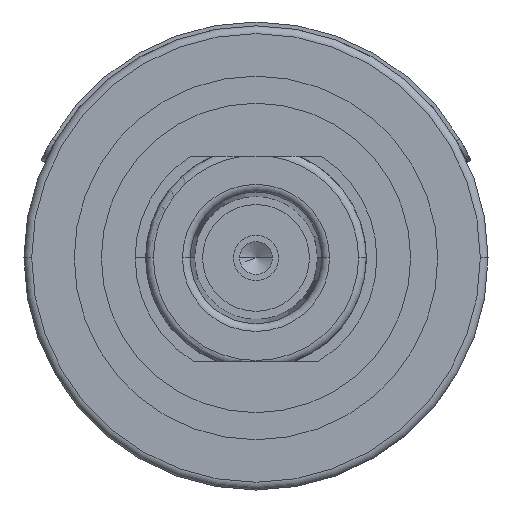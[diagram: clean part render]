
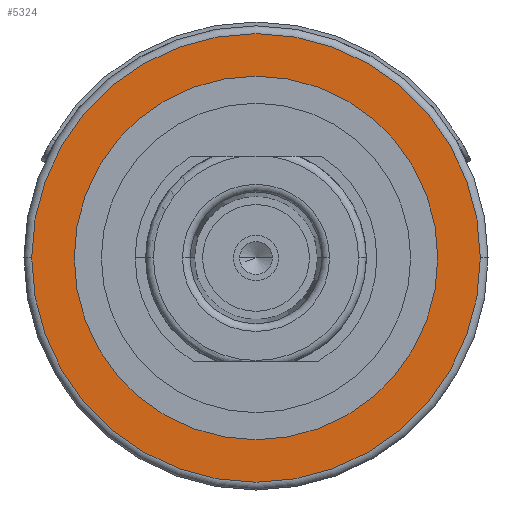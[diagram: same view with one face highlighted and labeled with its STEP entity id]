
A CAD part, left-side view. The second image highlights one B-rep face of the part: STEP entity #5324.
In plain terms, the highlighted planar face has unit normal (-1, 0, 0).
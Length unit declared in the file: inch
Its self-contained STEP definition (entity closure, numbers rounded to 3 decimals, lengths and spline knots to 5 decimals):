
#208 = CIRCLE ( 'NONE', #1267, 0.47 ) ;
#336 = ORIENTED_EDGE ( 'NONE', *, *, #5134, .T. ) ;
#958 = FACE_BOUND ( 'NONE', #2787, .T. ) ;
#1267 = AXIS2_PLACEMENT_3D ( 'NONE', #5723, #6330, #7593 ) ;
#1509 = DIRECTION ( 'NONE',  ( -1., 0., 0. ) ) ;
#1914 = DIRECTION ( 'NONE',  ( 0., -1., 0. ) ) ;
#2112 = CIRCLE ( 'NONE', #3954, 0.47 ) ;
#2409 = ORIENTED_EDGE ( 'NONE', *, *, #7193, .T. ) ;
#2458 = DIRECTION ( 'NONE',  ( 0., -1., 0. ) ) ;
#2787 = EDGE_LOOP ( 'NONE', ( #336, #6305 ) ) ;
#3028 = AXIS2_PLACEMENT_3D ( 'NONE', #5862, #1509, #3407 ) ;
#3182 = VERTEX_POINT ( 'NONE', #6601 ) ;
#3194 = CARTESIAN_POINT ( 'NONE',  ( -0.53521, -0.47, 0. ) ) ;
#3407 = DIRECTION ( 'NONE',  ( 0., -1., 0. ) ) ;
#3610 = CARTESIAN_POINT ( 'NONE',  ( -0.53521, 0., 0. ) ) ;
#3748 = CARTESIAN_POINT ( 'NONE',  ( -0.53521, 0.47, 0. ) ) ;
#3824 = EDGE_CURVE ( 'NONE', #3893, #6278, #5704, .T. ) ;
#3893 = VERTEX_POINT ( 'NONE', #5477 ) ;
#3954 = AXIS2_PLACEMENT_3D ( 'NONE', #6721, #6178, #4284 ) ;
#4104 = VERTEX_POINT ( 'NONE', #3194 ) ;
#4185 = DIRECTION ( 'NONE',  ( -1., 0., 0. ) ) ;
#4284 = DIRECTION ( 'NONE',  ( 0., 1., 0. ) ) ;
#4349 = PLANE ( 'NONE',  #4543 ) ;
#4543 = AXIS2_PLACEMENT_3D ( 'NONE', #3748, #6083, #1914 ) ;
#5134 = EDGE_CURVE ( 'NONE', #3182, #4104, #208, .T. ) ;
#5224 = CIRCLE ( 'NONE', #3028, 0.58 ) ;
#5324 = ADVANCED_FACE ( 'NONE', ( #5475, #958 ), #4349, .T. ) ;
#5475 = FACE_OUTER_BOUND ( 'NONE', #6300, .T. ) ;
#5477 = CARTESIAN_POINT ( 'NONE',  ( -0.53521, -0.58, 0. ) ) ;
#5676 = EDGE_CURVE ( 'NONE', #4104, #3182, #2112, .T. ) ;
#5704 = CIRCLE ( 'NONE', #5770, 0.58 ) ;
#5723 = CARTESIAN_POINT ( 'NONE',  ( -0.53521, 0., 0. ) ) ;
#5770 = AXIS2_PLACEMENT_3D ( 'NONE', #3610, #4185, #2458 ) ;
#5862 = CARTESIAN_POINT ( 'NONE',  ( -0.53521, 0., 0. ) ) ;
#5921 = ORIENTED_EDGE ( 'NONE', *, *, #3824, .T. ) ;
#6083 = DIRECTION ( 'NONE',  ( -1., 0., 0. ) ) ;
#6178 = DIRECTION ( 'NONE',  ( 1., 0., 0. ) ) ;
#6278 = VERTEX_POINT ( 'NONE', #6332 ) ;
#6300 = EDGE_LOOP ( 'NONE', ( #5921, #2409 ) ) ;
#6305 = ORIENTED_EDGE ( 'NONE', *, *, #5676, .T. ) ;
#6330 = DIRECTION ( 'NONE',  ( 1., 0., 0. ) ) ;
#6332 = CARTESIAN_POINT ( 'NONE',  ( -0.53521, 0.58, 0. ) ) ;
#6601 = CARTESIAN_POINT ( 'NONE',  ( -0.53521, 0.47, 0. ) ) ;
#6721 = CARTESIAN_POINT ( 'NONE',  ( -0.53521, 0., 0. ) ) ;
#7193 = EDGE_CURVE ( 'NONE', #6278, #3893, #5224, .T. ) ;
#7593 = DIRECTION ( 'NONE',  ( 0., 1., 0. ) ) ;
